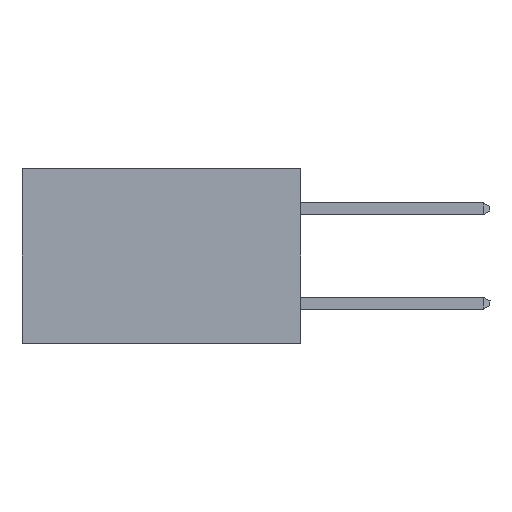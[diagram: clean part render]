
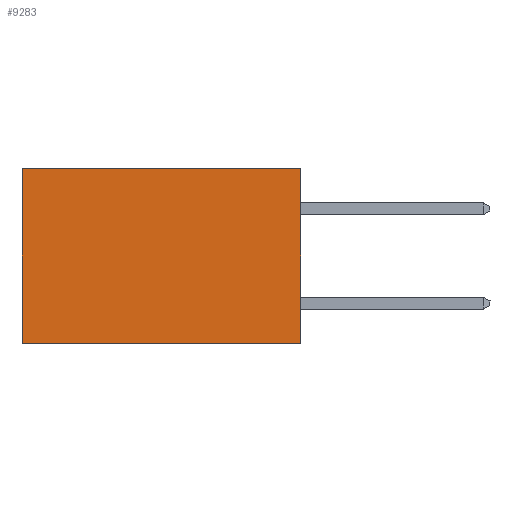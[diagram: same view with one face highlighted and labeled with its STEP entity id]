
A CAD part, left-side view. The second image highlights one B-rep face of the part: STEP entity #9283.
In plain terms, the highlighted planar face has unit normal (-1, 0, 0).
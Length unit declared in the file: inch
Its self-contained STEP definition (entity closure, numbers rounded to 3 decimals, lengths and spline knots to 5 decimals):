
#1007 = DIRECTION ( 'NONE',  ( 0., 0., -1. ) ) ;
#2502 = CARTESIAN_POINT ( 'NONE',  ( 0.277, 0., 0. ) ) ;
#2565 = CARTESIAN_POINT ( 'NONE',  ( 0.277, 0., -0.37 ) ) ;
#3463 = VERTEX_POINT ( 'NONE', #7845 ) ;
#3757 = VERTEX_POINT ( 'NONE', #5368 ) ;
#3883 = LINE ( 'NONE', #5853, #7143 ) ;
#3973 = VERTEX_POINT ( 'NONE', #2565 ) ;
#4169 = EDGE_CURVE ( 'NONE', #4647, #3757, #8723, .T. ) ;
#4315 = EDGE_LOOP ( 'NONE', ( #5718, #5743, #5905, #5917 ) ) ;
#4410 = EDGE_CURVE ( 'NONE', #3757, #3463, #6818, .T. ) ;
#4647 = VERTEX_POINT ( 'NONE', #2502 ) ;
#4774 = VECTOR ( 'NONE', #7536, 39.37008 ) ;
#5368 = CARTESIAN_POINT ( 'NONE',  ( 0.277, 0.59, 0. ) ) ;
#5590 = FACE_OUTER_BOUND ( 'NONE', #4315, .T. ) ;
#5714 = LINE ( 'NONE', #7216, #9138 ) ;
#5718 = ORIENTED_EDGE ( 'NONE', *, *, #4410, .T. ) ;
#5743 = ORIENTED_EDGE ( 'NONE', *, *, #9051, .F. ) ;
#5853 = CARTESIAN_POINT ( 'NONE',  ( 0.277, 0., -0.37 ) ) ;
#5905 = ORIENTED_EDGE ( 'NONE', *, *, #9079, .F. ) ;
#5917 = ORIENTED_EDGE ( 'NONE', *, *, #4169, .T. ) ;
#6010 = DIRECTION ( 'NONE',  ( 1., 0., 0. ) ) ;
#6364 = DIRECTION ( 'NONE',  ( 0., 0., -1. ) ) ;
#6466 = CARTESIAN_POINT ( 'NONE',  ( 0.277, 0.59, -0.37 ) ) ;
#6568 = DIRECTION ( 'NONE',  ( 0., 0., -1. ) ) ;
#6818 = LINE ( 'NONE', #6466, #8001 ) ;
#6889 = CARTESIAN_POINT ( 'NONE',  ( 0.277, 0., 0. ) ) ;
#7143 = VECTOR ( 'NONE', #6568, 39.37008 ) ;
#7216 = CARTESIAN_POINT ( 'NONE',  ( 0.277, 0., -0.37 ) ) ;
#7365 = PLANE ( 'NONE',  #9178 ) ;
#7536 = DIRECTION ( 'NONE',  ( 0., 1., 0. ) ) ;
#7845 = CARTESIAN_POINT ( 'NONE',  ( 0.277, 0.59, -0.37 ) ) ;
#7927 = DIRECTION ( 'NONE',  ( 0., 1., 0. ) ) ;
#8001 = VECTOR ( 'NONE', #6364, 39.37008 ) ;
#8723 = LINE ( 'NONE', #6889, #4774 ) ;
#9051 = EDGE_CURVE ( 'NONE', #3973, #3463, #5714, .T. ) ;
#9079 = EDGE_CURVE ( 'NONE', #4647, #3973, #3883, .T. ) ;
#9138 = VECTOR ( 'NONE', #7927, 39.37008 ) ;
#9178 = AXIS2_PLACEMENT_3D ( 'NONE', #10055, #6010, #1007 ) ;
#9283 = ADVANCED_FACE ( 'NONE', ( #5590 ), #7365, .F. ) ;
#10055 = CARTESIAN_POINT ( 'NONE',  ( 0.277, 0., -0.37 ) ) ;
